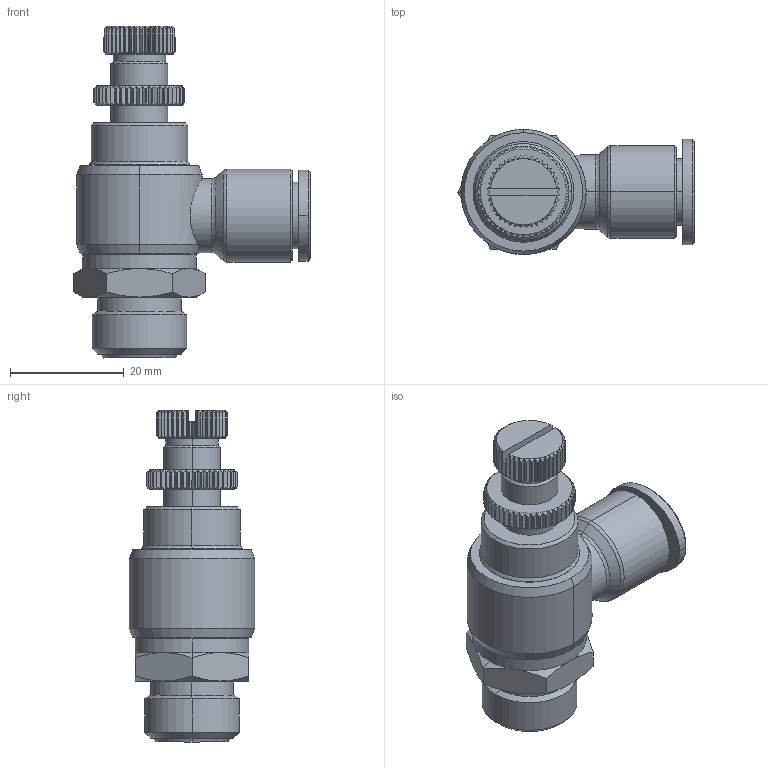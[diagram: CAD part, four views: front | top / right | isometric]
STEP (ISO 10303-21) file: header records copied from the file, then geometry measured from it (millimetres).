
FILE_DESCRIPTION (( 'STEP AP214' ), '1' );
FILE_NAME ('NSE10-G03.STEP', '2015-10-28T12:34:29', ( '' ), ( '' ), 'SwSTEP 2.0', 'SolidWorks 2015', '' );
FILE_SCHEMA (( 'AUTOMOTIVE_DESIGN' ));
Length unit declared in the file: millimetre
Products named in the file (2): ｦ+ﾃｦ1_1; NSE10-G03
Assembly tree (1 placements, depth 2):
  NSE10-G03
    ｦ+ﾃｦ1_1
Bounding box: 41.55 x 22 x 58.3 mm (x, y, z)
Volume: 16064 mm3; surface area: 6689.5 mm2
Topology: 1 solids, 1 shells, 894 faces, 2368 edges, 1500 vertices
Faces by surface type: plane 574, cylinder 167, cone 138, bspline 13, torus 2
Entity records: 30195 total; most frequent: CARTESIAN_POINT 8232, ORIENTED_EDGE 4736, DIRECTION 4035, EDGE_CURVE 2368, VERTEX_POINT 1500, LINE 1495, VECTOR 1495, AXIS2_PLACEMENT_3D 1270
